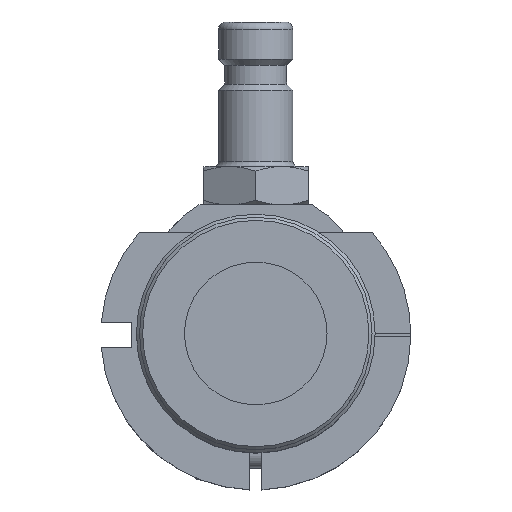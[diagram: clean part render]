
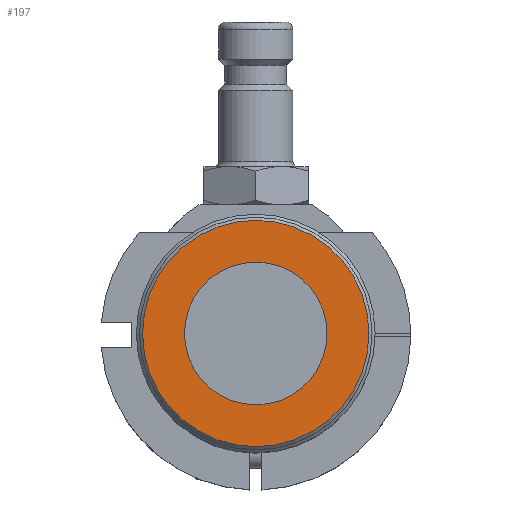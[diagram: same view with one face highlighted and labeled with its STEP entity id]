
A CAD part, top view. The second image highlights one B-rep face of the part: STEP entity #197.
In plain terms, the highlighted planar face has unit normal (0, 0, 1).
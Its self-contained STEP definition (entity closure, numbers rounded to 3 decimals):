
#197=ADVANCED_FACE('',(#415,#416),#274,.T.);
#274=PLANE('',#1398);
#340=CIRCLE('',#1396,18.25);
#341=CIRCLE('',#1397,11.5);
#415=FACE_BOUND('',#495,.T.);
#416=FACE_BOUND('',#496,.T.);
#495=EDGE_LOOP('',(#641));
#496=EDGE_LOOP('',(#642));
#641=ORIENTED_EDGE('',*,*,#1070,.T.);
#642=ORIENTED_EDGE('',*,*,#1071,.T.);
#948=VERTEX_POINT('',#1983);
#949=VERTEX_POINT('',#1985);
#1070=EDGE_CURVE('',#948,#948,#340,.T.);
#1071=EDGE_CURVE('',#949,#949,#341,.T.);
#1396=AXIS2_PLACEMENT_3D('',#1982,#1610,#1611);
#1397=AXIS2_PLACEMENT_3D('',#1984,#1612,#1613);
#1398=AXIS2_PLACEMENT_3D('',#1986,#1614,#1615);
#1610=DIRECTION('',(0.,0.,1.));
#1611=DIRECTION('',(0.,-1.,0.));
#1612=DIRECTION('',(0.,0.,-1.));
#1613=DIRECTION('',(0.,1.,0.));
#1614=DIRECTION('',(0.,0.,1.));
#1615=DIRECTION('',(0.,-1.,0.));
#1982=CARTESIAN_POINT('',(0.,0.,137.));
#1983=CARTESIAN_POINT('',(0.,-18.25,137.));
#1984=CARTESIAN_POINT('',(0.,0.,137.));
#1985=CARTESIAN_POINT('',(0.,11.5,137.));
#1986=CARTESIAN_POINT('',(0.,0.,137.));
